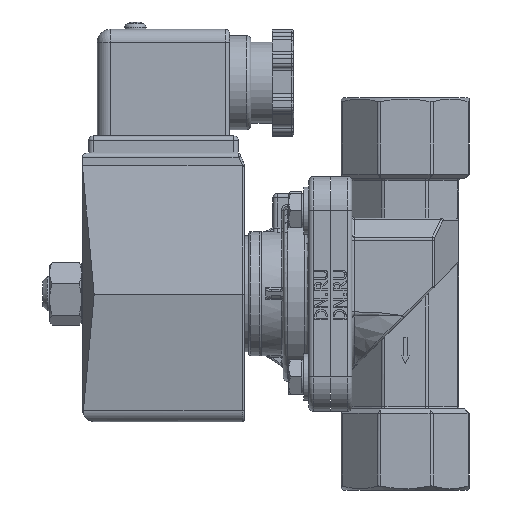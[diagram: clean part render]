
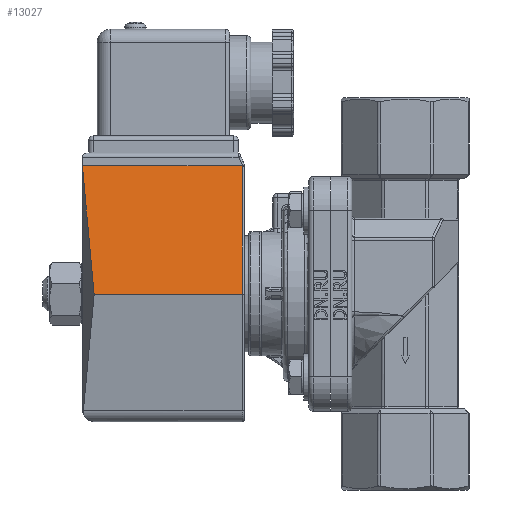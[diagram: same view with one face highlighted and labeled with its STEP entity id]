
A CAD part, left-side view. The second image highlights one B-rep face of the part: STEP entity #13027.
In plain terms, the highlighted planar face has unit normal (-0.988, 0, 0.156).
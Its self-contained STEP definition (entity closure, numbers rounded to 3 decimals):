
#295=B_SPLINE_CURVE_WITH_KNOTS('',3,(#18836,#18837,#18838,#18839),
 .UNSPECIFIED.,.F.,.F.,(4,4),(-1.144,-1.143),
 .UNSPECIFIED.);
#500=ELLIPSE('',#13649,2.531,2.5);
#890=PLANE('',#14156);
#1377=FACE_OUTER_BOUND('',#2176,.T.);
#2176=EDGE_LOOP('',(#9729,#9730,#9731,#9732,#9733,#9734));
#2637=LINE('',#18582,#3563);
#2640=LINE('',#18656,#3566);
#2662=LINE('',#18883,#3588);
#2829=LINE('',#19766,#3755);
#3563=VECTOR('',#15005,10.);
#3566=VECTOR('',#15016,10.);
#3588=VECTOR('',#15120,10.);
#3755=VECTOR('',#15959,10.);
#5064=VERTEX_POINT('',#18575);
#5066=VERTEX_POINT('',#18580);
#5067=VERTEX_POINT('',#18604);
#5069=VERTEX_POINT('',#18652);
#5098=VERTEX_POINT('',#18834);
#5105=VERTEX_POINT('',#18881);
#6212=EDGE_CURVE('',#5066,#5064,#2637,.T.);
#6214=EDGE_CURVE('',#5067,#5066,#500,.T.);
#6219=EDGE_CURVE('',#5064,#5069,#2640,.T.);
#6260=EDGE_CURVE('',#5098,#5067,#295,.T.);
#6273=EDGE_CURVE('',#5098,#5105,#2662,.T.);
#6642=EDGE_CURVE('',#5105,#5069,#2829,.T.);
#9729=ORIENTED_EDGE('',*,*,#6214,.F.);
#9730=ORIENTED_EDGE('',*,*,#6260,.F.);
#9731=ORIENTED_EDGE('',*,*,#6273,.T.);
#9732=ORIENTED_EDGE('',*,*,#6642,.T.);
#9733=ORIENTED_EDGE('',*,*,#6219,.F.);
#9734=ORIENTED_EDGE('',*,*,#6212,.F.);
#13027=ADVANCED_FACE('',(#1377),#890,.T.);
#13649=AXIS2_PLACEMENT_3D('',#18605,#15007,#15008);
#14156=AXIS2_PLACEMENT_3D('',#21352,#16523,#16524);
#15005=DIRECTION('',(-0.156,0.,-0.988));
#15007=DIRECTION('center_axis',(0.988,0.,-0.156));
#15008=DIRECTION('ref_axis',(0.156,0.,0.988));
#15016=DIRECTION('',(0.,1.,0.));
#15120=DIRECTION('',(0.,1.,0.));
#15959=DIRECTION('',(-0.156,-0.09,-0.984));
#16523=DIRECTION('center_axis',(-0.988,0.,0.156));
#16524=DIRECTION('ref_axis',(0.156,0.,0.988));
#18575=CARTESIAN_POINT('',(-22.266,38.2,-0.11));
#18580=CARTESIAN_POINT('',(-17.526,38.2,29.839));
#18582=CARTESIAN_POINT('',(-21.991,38.2,1.623));
#18604=CARTESIAN_POINT('',(-17.5,38.205,30.));
#18605=CARTESIAN_POINT('Origin',(-17.526,40.7,29.839));
#18652=CARTESIAN_POINT('',(-22.266,72.949,-0.11));
#18656=CARTESIAN_POINT('',(-22.266,37.7,-0.11));
#18834=CARTESIAN_POINT('',(-17.5,38.212,30.));
#18836=CARTESIAN_POINT('Ctrl Pts',(-17.5,38.212,30.));
#18837=CARTESIAN_POINT('Ctrl Pts',(-17.5,38.209,30.));
#18838=CARTESIAN_POINT('Ctrl Pts',(-17.5,38.207,30.));
#18839=CARTESIAN_POINT('Ctrl Pts',(-17.5,38.205,30.));
#18881=CARTESIAN_POINT('',(-17.5,75.7,30.));
#18883=CARTESIAN_POINT('',(-17.5,37.7,30.));
#19766=CARTESIAN_POINT('',(-17.685,75.593,28.83));
#21352=CARTESIAN_POINT('Origin',(-22.278,37.7,-0.189));
